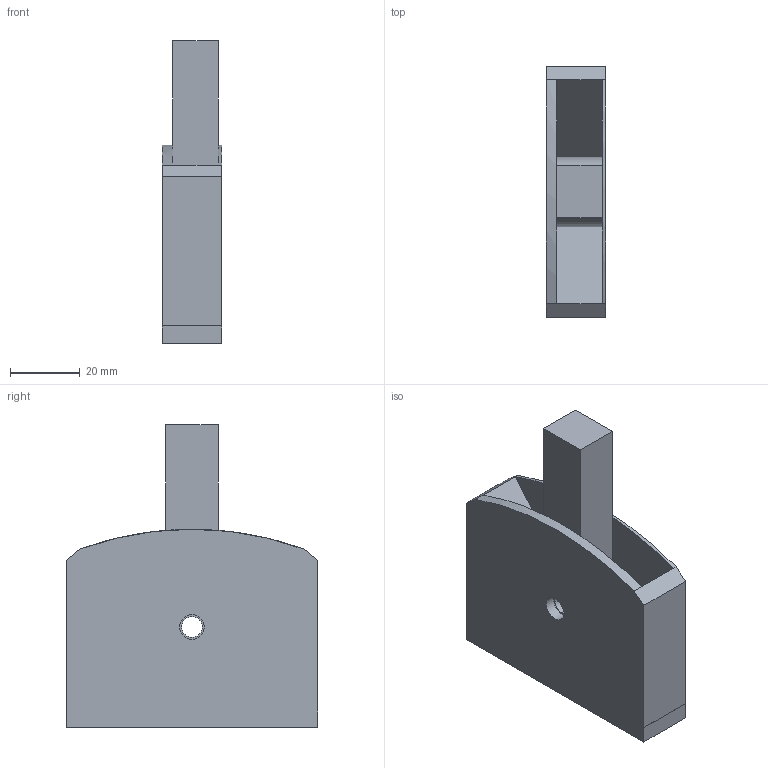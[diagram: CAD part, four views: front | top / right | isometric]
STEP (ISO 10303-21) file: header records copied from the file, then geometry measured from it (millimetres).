
FILE_DESCRIPTION(/* description */ (''),/* implementation_level */ '2;1');
FILE_NAME(/* name */ 'throttle_mech v6.step',/* time_stamp */ '2025-07-01T21:55:14-04:00',/* author */ (''),/* organization */ (''),/* preprocessor_version */ 'ST-DEVELOPER v20.1',/* originating_system */ 'Autodesk Translation Framework v14.10.0.0',/* authorisation */ '');
FILE_SCHEMA (('AUTOMOTIVE_DESIGN { 1 0 10303 214 3 1 1 }'));
Length unit declared in the file: millimetre
Products named in the file (1): throttlemech v2
Bounding box: 17 x 71.97 x 86.78 mm (x, y, z)
Volume: 60355.5 mm3; surface area: 17443 mm2
Topology: 1 solids, 1 shells, 26 faces, 69 edges, 43 vertices
Faces by surface type: plane 19, cylinder 7
Full cylindrical faces by diameter (mm): 6 x2, 7 x1
Entity records: 843 total; most frequent: DIRECTION 140, CARTESIAN_POINT 139, ORIENTED_EDGE 138, EDGE_CURVE 69, LINE 52, VECTOR 52, AXIS2_PLACEMENT_3D 44, VERTEX_POINT 43
